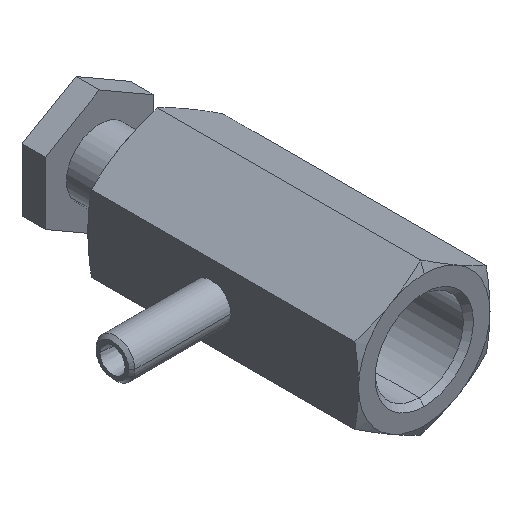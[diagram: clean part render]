
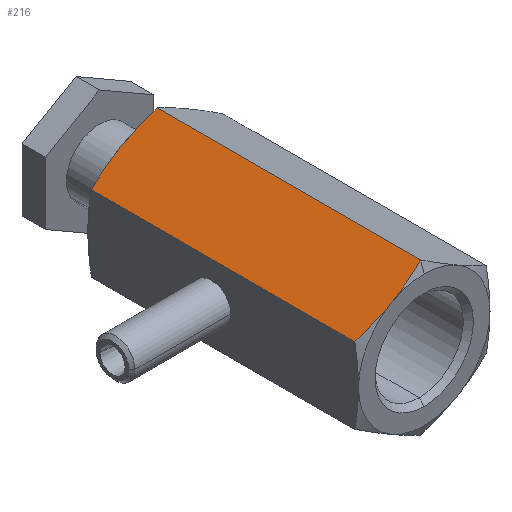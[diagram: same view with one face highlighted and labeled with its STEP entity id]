
A CAD part, isometric view. The second image highlights one B-rep face of the part: STEP entity #216.
In plain terms, the highlighted planar face has unit normal (-0.5, 0, 0.866).
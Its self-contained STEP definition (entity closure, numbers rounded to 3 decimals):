
#216=ADVANCED_FACE('',(#541),#542,.T.);
#541=FACE_OUTER_BOUND('',#968,.T.);
#542=PLANE('',#969);
#968=EDGE_LOOP('',(#2468,#2469,#2470,#2471,#2472,#2473));
#969=AXIS2_PLACEMENT_3D('',#2474,#2475,#2476);
#2468=ORIENTED_EDGE('',*,*,#3315,.F.);
#2469=ORIENTED_EDGE('',*,*,#3472,.T.);
#2470=ORIENTED_EDGE('',*,*,#3474,.F.);
#2471=ORIENTED_EDGE('',*,*,#3475,.F.);
#2472=ORIENTED_EDGE('',*,*,#3476,.F.);
#2473=ORIENTED_EDGE('',*,*,#3477,.F.);
#2474=CARTESIAN_POINT('',(-8.5,0.0,4.905));
#2475=DIRECTION('',(-0.5,0.,0.866));
#2476=DIRECTION('',(0.866,0.,0.5));
#3315=EDGE_CURVE('',#3802,#3804,#3805,.T.);
#3472=EDGE_CURVE('',#3802,#3821,#4069,.T.);
#3474=EDGE_CURVE('',#4071,#3821,#4072,.T.);
#3475=EDGE_CURVE('',#4073,#4071,#4074,.T.);
#3476=EDGE_CURVE('',#4075,#4073,#4076,.T.);
#3477=EDGE_CURVE('',#3804,#4075,#4077,.T.);
#3802=VERTEX_POINT('',#4508);
#3804=VERTEX_POINT('',#4511);
#3805=B_SPLINE_CURVE_WITH_KNOTS('',3,(#4512,#4513,#4514,#4515,#4516,#4517,#4518,#4519,#4520),.UNSPECIFIED.,.F.,.F.,(4,2,1,2,4),(0.,0.002,0.005,0.007,0.01),.UNSPECIFIED.);
#3821=VERTEX_POINT('',#4554);
#4069=LINE('',#5261,#5262);
#4071=VERTEX_POINT('',#5264);
#4072=B_SPLINE_CURVE_WITH_KNOTS('',3,(#5265,#5266,#5267,#5268,#5269,#5270,#5271,#5272,#5273),.UNSPECIFIED.,.F.,.F.,(4,2,1,2,4),(0.,0.002,0.005,0.007,0.01),.UNSPECIFIED.);
#4073=VERTEX_POINT('',#5274);
#4074=LINE('',#5275,#5276);
#4075=VERTEX_POINT('',#5277);
#4076=LINE('',#5278,#5279);
#4077=LINE('',#5280,#5281);
#4508=CARTESIAN_POINT('',(0.,0.479,9.812));
#4511=CARTESIAN_POINT('',(-8.498,0.479,4.906));
#4512=CARTESIAN_POINT('',(0.,0.479,9.812));
#4513=CARTESIAN_POINT('',(-0.708,0.33,9.404));
#4514=CARTESIAN_POINT('',(-1.416,0.209,8.995));
#4515=CARTESIAN_POINT('',(-2.833,0.044,8.177));
#4516=CARTESIAN_POINT('',(-4.249,-0.044,7.359));
#4517=CARTESIAN_POINT('',(-5.665,0.044,6.542));
#4518=CARTESIAN_POINT('',(-7.082,0.209,5.724));
#4519=CARTESIAN_POINT('',(-7.79,0.33,5.315));
#4520=CARTESIAN_POINT('',(-8.498,0.479,4.906));
#4554=CARTESIAN_POINT('',(0.,34.521,9.812));
#5261=CARTESIAN_POINT('',(0.,0.0,9.812));
#5262=VECTOR('',#6568,1000.0);
#5264=CARTESIAN_POINT('',(-8.498,34.521,4.906));
#5265=CARTESIAN_POINT('',(-8.498,34.521,4.906));
#5266=CARTESIAN_POINT('',(-7.79,34.67,5.315));
#5267=CARTESIAN_POINT('',(-7.082,34.791,5.724));
#5268=CARTESIAN_POINT('',(-5.665,34.956,6.542));
#5269=CARTESIAN_POINT('',(-4.249,35.044,7.359));
#5270=CARTESIAN_POINT('',(-2.833,34.956,8.177));
#5271=CARTESIAN_POINT('',(-1.416,34.791,8.995));
#5272=CARTESIAN_POINT('',(-0.708,34.67,9.404));
#5273=CARTESIAN_POINT('',(0.,34.521,9.812));
#5274=CARTESIAN_POINT('',(-8.5,34.521,4.905));
#5275=CARTESIAN_POINT('',(-8.5,34.521,4.905));
#5276=VECTOR('',#6569,1000.0);
#5277=CARTESIAN_POINT('',(-8.5,0.479,4.905));
#5278=CARTESIAN_POINT('',(-8.5,0.0,4.905));
#5279=VECTOR('',#6570,1000.0);
#5280=CARTESIAN_POINT('',(-8.5,0.479,4.905));
#5281=VECTOR('',#6571,1000.0);
#6568=DIRECTION('',(0.0,1.0,0.));
#6569=DIRECTION('',(0.866,0.0,0.5));
#6570=DIRECTION('',(0.0,1.0,0.));
#6571=DIRECTION('',(-0.866,0.0,-0.5));
